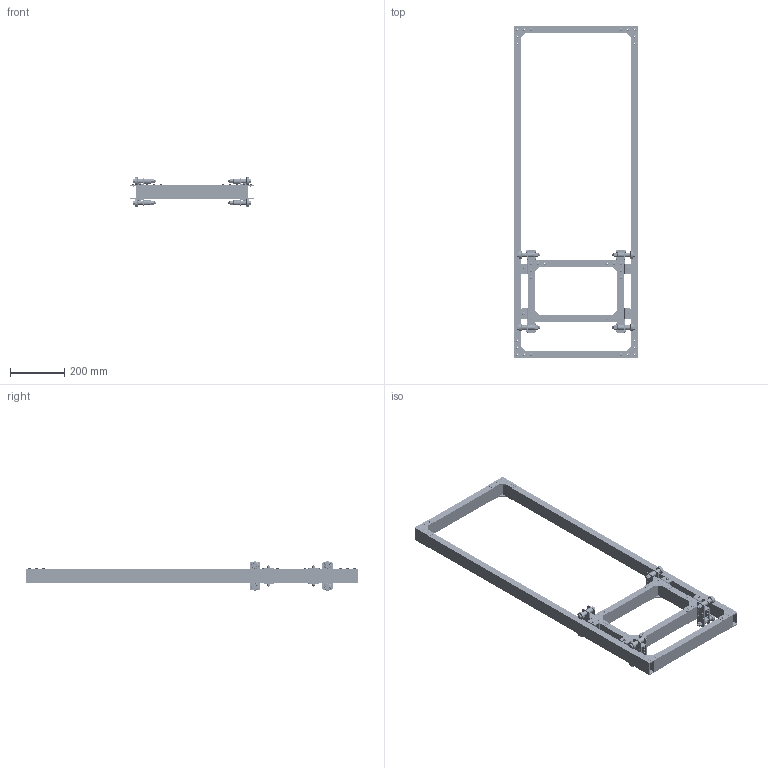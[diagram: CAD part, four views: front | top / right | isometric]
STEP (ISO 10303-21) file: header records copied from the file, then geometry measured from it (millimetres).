
FILE_DESCRIPTION (( 'STEP AP214' ), '1' );
FILE_NAME ('am-3844 2x1 Elevator Assembly Example.STEP', '2018-01-11T21:14:57', ( '' ), ( '' ), 'SwSTEP 2.0', 'SolidWorks 2017', '' );
FILE_SCHEMA (( 'AUTOMOTIVE_DESIGN' ));
Length unit declared in the file: inch
Products named in the file (20): 375-16 x 3 Hex Bolt_HFBOLT 0.375-16x2.5x1-C; 0.25 Flat Washer_Preferred Wide FW 0.25; Large Bearing Block Plate; Example Fixed Tube; 187 pop rivet; Small Bearing Block Plate; AS62-18-56 Aluminum Spacer; Example Cross Frame Tube; REV-21-1002 90 Degree Bracket; SHCS 10-32 x 2.75_HX-SHCS 0.19-32x2.75x0.875-C; am-3844 2x1 Elevator Assembly Example; Example Bearing Tube; AS75-18-64 Aluminum Spacer; 13RS075051 .750 x .260 x 1.00 Spacer; am-0602 .250 x .192 x 2.14 Brass Tube; 3-8-16 NyLock Nut - Mcm 95615A140_95615A140; Example Single Corner Bearing Assembly; 10-32 Nylock Nut; Example Cross Carriage Tube; 1614Z Bearing
Assembly tree (99 placements, depth 3):
  am-3844 2x1 Elevator Assembly Example
    Example Fixed Tube  x2
    Example Single Corner Bearing Assembly  x4
      Large Bearing Block Plate
      Small Bearing Block Plate
      1614Z Bearing
      AS75-18-64 Aluminum Spacer
      187 pop rivet
      3-8-16 NyLock Nut - Mcm 95615A140_95615A140
      am-0602 .250 x .192 x 2.14 Brass Tube
      13RS075051 .750 x .260 x 1.00 Spacer
      0.25 Flat Washer_Preferred Wide FW 0.25
      10-32 Nylock Nut
      SHCS 10-32 x 2.75_HX-SHCS 0.19-32x2.75x0.875-C
      AS62-18-56 Aluminum Spacer
      375-16 x 3 Hex Bolt_HFBOLT 0.375-16x2.5x1-C
    Example Bearing Tube  x2
    Example Cross Carriage Tube  x2
    Example Cross Frame Tube  x2
    REV-21-1002 90 Degree Bracket  x16
    187 pop rivet  x40
Bounding box: 457.2 x 1219.2 x 108.2 mm (x, y, z)
Volume: 1529658.2 mm3; surface area: 1692406.5 mm2
Topology: 196 solids, 196 shells, 2888 faces, 6352 edges, 4008 vertices
Faces by surface type: plane 1176, cylinder 868, cone 412, torus 384, bspline 48
Full cylindrical faces by diameter (mm): 2.921 x88, 4.039 x4, 4.788 x88, 4.826 x4, 4.877 x4, 4.978 x208, 5.08 x80, 6.35 x4, 6.604 x8, 6.654 x4, 7.925 x8, 7.937 x4, 8.058 x8, 8.236 x40, 9.525 x164, 9.703 x16, 14.275 x8, 15.875 x16, 19.05 x16, 28.575 x8
Entity records: 13506 total; most frequent: CARTESIAN_POINT 3257, DIRECTION 1956, ORIENTED_EDGE 1486, AXIS2_PLACEMENT_3D 831, EDGE_LOOP 785, EDGE_CURVE 743, VERTEX_POINT 570, FACE_OUTER_BOUND 536
